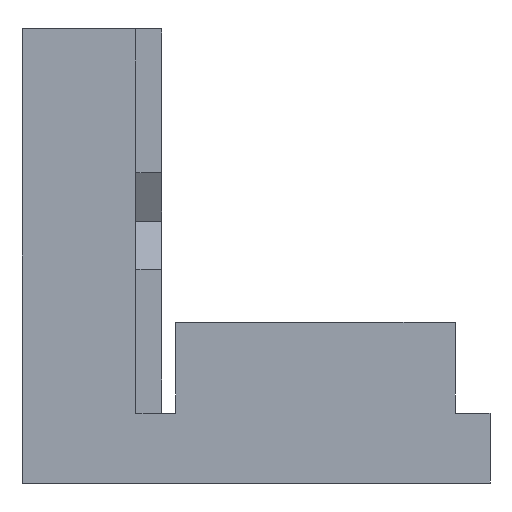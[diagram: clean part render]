
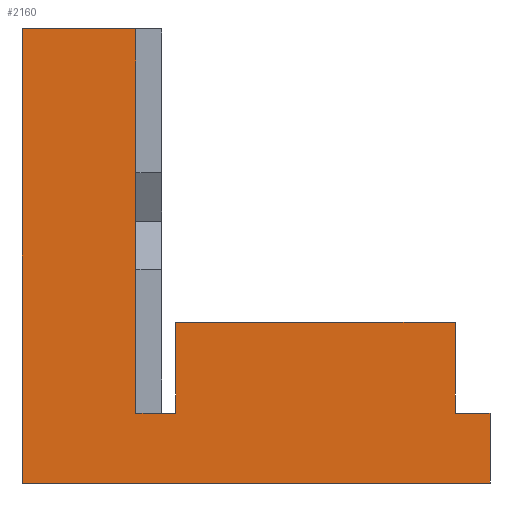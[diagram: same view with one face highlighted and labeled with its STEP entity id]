
A CAD part, front view. The second image highlights one B-rep face of the part: STEP entity #2160.
In plain terms, the highlighted planar face has unit normal (0, -1, 0).
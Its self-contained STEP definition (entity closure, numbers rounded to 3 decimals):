
#17 = LINE ( 'NONE', #1242, #1196 ) ;
#62 = CARTESIAN_POINT ( 'NONE',  ( -23.5, -43.75, 10. ) ) ;
#115 = VERTEX_POINT ( 'NONE', #458 ) ;
#119 = ORIENTED_EDGE ( 'NONE', *, *, #2291, .F. ) ;
#201 = ORIENTED_EDGE ( 'NONE', *, *, #3161, .F. ) ;
#288 = LINE ( 'NONE', #2371, #914 ) ;
#316 = VERTEX_POINT ( 'NONE', #2115 ) ;
#375 = VERTEX_POINT ( 'NONE', #1489 ) ;
#404 = CARTESIAN_POINT ( 'NONE',  ( -23.5, -43.75, 10. ) ) ;
#458 = CARTESIAN_POINT ( 'NONE',  ( -21.5, -43.75, 23. ) ) ;
#462 = ORIENTED_EDGE ( 'NONE', *, *, #1154, .F. ) ;
#481 = ORIENTED_EDGE ( 'NONE', *, *, #1582, .F. ) ;
#634 = VERTEX_POINT ( 'NONE', #1109 ) ;
#712 = ORIENTED_EDGE ( 'NONE', *, *, #1276, .T. ) ;
#724 = DIRECTION ( 'NONE',  ( -1., 0., 0. ) ) ;
#740 = DIRECTION ( 'NONE',  ( 1., 0., 0. ) ) ;
#849 = DIRECTION ( 'NONE',  ( 1., 0., 0. ) ) ;
#867 = VECTOR ( 'NONE', #1432, 1000. ) ;
#912 = CARTESIAN_POINT ( 'NONE',  ( -21.5, -43.75, 23. ) ) ;
#914 = VECTOR ( 'NONE', #849, 1000. ) ;
#959 = CARTESIAN_POINT ( 'NONE',  ( -23.5, -43.75, 0. ) ) ;
#983 = CARTESIAN_POINT ( 'NONE',  ( 23.5, -43.75, 0. ) ) ;
#1031 = VERTEX_POINT ( 'NONE', #1371 ) ;
#1109 = CARTESIAN_POINT ( 'NONE',  ( -43.5, -43.75, 0. ) ) ;
#1114 = DIRECTION ( 'NONE',  ( 0., 0., -1. ) ) ;
#1120 = FACE_OUTER_BOUND ( 'NONE', #2221, .T. ) ;
#1154 = EDGE_CURVE ( 'NONE', #2286, #375, #2671, .T. ) ;
#1181 = VECTOR ( 'NONE', #1652, 1000. ) ;
#1196 = VECTOR ( 'NONE', #724, 1000. ) ;
#1242 = CARTESIAN_POINT ( 'NONE',  ( -43.5, -43.75, 65. ) ) ;
#1243 = VECTOR ( 'NONE', #1114, 1000. ) ;
#1276 = EDGE_CURVE ( 'NONE', #2286, #2770, #17, .T. ) ;
#1371 = CARTESIAN_POINT ( 'NONE',  ( 18.5, -43.75, 23. ) ) ;
#1381 = ORIENTED_EDGE ( 'NONE', *, *, #2800, .T. ) ;
#1385 = CARTESIAN_POINT ( 'NONE',  ( 18.5, -43.75, 10. ) ) ;
#1387 = DIRECTION ( 'NONE',  ( 0., 1., 0. ) ) ;
#1428 = CARTESIAN_POINT ( 'NONE',  ( -23.5, -43.75, 10. ) ) ;
#1432 = DIRECTION ( 'NONE',  ( 0., 0., -1. ) ) ;
#1444 = CARTESIAN_POINT ( 'NONE',  ( -27.2, -43.75, 169.412 ) ) ;
#1453 = ORIENTED_EDGE ( 'NONE', *, *, #2982, .F. ) ;
#1489 = CARTESIAN_POINT ( 'NONE',  ( -27.2, -43.75, 10. ) ) ;
#1518 = LINE ( 'NONE', #959, #2512 ) ;
#1562 = ORIENTED_EDGE ( 'NONE', *, *, #2698, .T. ) ;
#1582 = EDGE_CURVE ( 'NONE', #375, #1685, #3009, .T. ) ;
#1602 = CARTESIAN_POINT ( 'NONE',  ( 18.5, -43.75, 23. ) ) ;
#1648 = CARTESIAN_POINT ( 'NONE',  ( 23.5, -43.75, 10. ) ) ;
#1652 = DIRECTION ( 'NONE',  ( 0., 0., -1. ) ) ;
#1685 = VERTEX_POINT ( 'NONE', #1830 ) ;
#1789 = DIRECTION ( 'NONE',  ( 1., 0., 0. ) ) ;
#1830 = CARTESIAN_POINT ( 'NONE',  ( -21.5, -43.75, 10. ) ) ;
#1843 = PLANE ( 'NONE',  #2850 ) ;
#1994 = VECTOR ( 'NONE', #2972, 1000. ) ;
#2087 = VERTEX_POINT ( 'NONE', #983 ) ;
#2115 = CARTESIAN_POINT ( 'NONE',  ( 23.5, -43.75, 10. ) ) ;
#2116 = DIRECTION ( 'NONE',  ( 0., 0., -1. ) ) ;
#2152 = DIRECTION ( 'NONE',  ( 0., 0., 1. ) ) ;
#2154 = CARTESIAN_POINT ( 'NONE',  ( -43.5, -43.75, 10. ) ) ;
#2160 = ADVANCED_FACE ( 'NONE', ( #1120 ), #1843, .F. ) ;
#2179 = LINE ( 'NONE', #1648, #2794 ) ;
#2221 = EDGE_LOOP ( 'NONE', ( #1381, #2336, #201, #119, #1453, #3265, #481, #462, #712, #1562 ) ) ;
#2286 = VERTEX_POINT ( 'NONE', #2920 ) ;
#2291 = EDGE_CURVE ( 'NONE', #1031, #3018, #2950, .T. ) ;
#2336 = ORIENTED_EDGE ( 'NONE', *, *, #2365, .F. ) ;
#2365 = EDGE_CURVE ( 'NONE', #316, #2087, #2179, .T. ) ;
#2371 = CARTESIAN_POINT ( 'NONE',  ( -21.5, -43.75, 23. ) ) ;
#2389 = LINE ( 'NONE', #912, #1181 ) ;
#2512 = VECTOR ( 'NONE', #1789, 1000. ) ;
#2671 = LINE ( 'NONE', #1444, #867 ) ;
#2684 = LINE ( 'NONE', #404, #2894 ) ;
#2698 = EDGE_CURVE ( 'NONE', #2770, #634, #3158, .T. ) ;
#2710 = DIRECTION ( 'NONE',  ( 1., 0., 0. ) ) ;
#2770 = VERTEX_POINT ( 'NONE', #3020 ) ;
#2794 = VECTOR ( 'NONE', #2116, 1000. ) ;
#2800 = EDGE_CURVE ( 'NONE', #634, #2087, #1518, .T. ) ;
#2850 = AXIS2_PLACEMENT_3D ( 'NONE', #62, #1387, #2152 ) ;
#2894 = VECTOR ( 'NONE', #740, 1000. ) ;
#2920 = CARTESIAN_POINT ( 'NONE',  ( -27.2, -43.75, 65. ) ) ;
#2950 = LINE ( 'NONE', #1602, #1243 ) ;
#2972 = DIRECTION ( 'NONE',  ( 0., 0., -1. ) ) ;
#2982 = EDGE_CURVE ( 'NONE', #115, #1031, #288, .T. ) ;
#3009 = LINE ( 'NONE', #1428, #3223 ) ;
#3018 = VERTEX_POINT ( 'NONE', #1385 ) ;
#3020 = CARTESIAN_POINT ( 'NONE',  ( -43.5, -43.75, 65. ) ) ;
#3103 = EDGE_CURVE ( 'NONE', #115, #1685, #2389, .T. ) ;
#3158 = LINE ( 'NONE', #2154, #1994 ) ;
#3161 = EDGE_CURVE ( 'NONE', #3018, #316, #2684, .T. ) ;
#3223 = VECTOR ( 'NONE', #2710, 1000. ) ;
#3265 = ORIENTED_EDGE ( 'NONE', *, *, #3103, .T. ) ;
